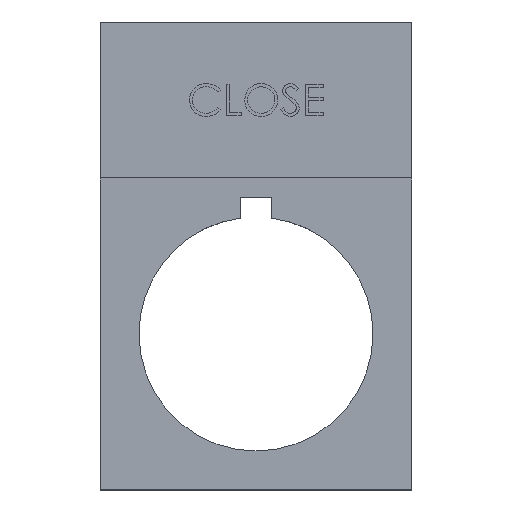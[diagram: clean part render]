
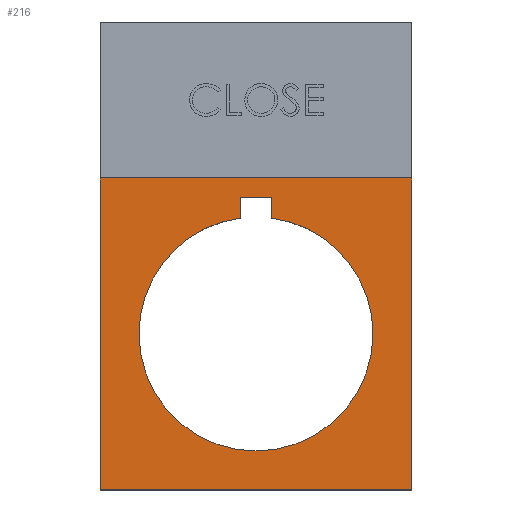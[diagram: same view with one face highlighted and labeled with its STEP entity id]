
A CAD part, top view. The second image highlights one B-rep face of the part: STEP entity #216.
In plain terms, the highlighted planar face has unit normal (0, 0, 1).
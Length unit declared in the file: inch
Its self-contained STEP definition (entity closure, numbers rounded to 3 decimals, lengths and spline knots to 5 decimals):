
#12 = CARTESIAN_POINT ( 'NONE',  ( 0.44291, 0., 0.01969 ) ) ;
#103 = CARTESIAN_POINT ( 'NONE',  ( 0.59055, -0.59055, 0.01969 ) ) ;
#120 = CARTESIAN_POINT ( 'NONE',  ( 0.59055, 0.59055, 0.01969 ) ) ;
#149 = LINE ( 'NONE', #1172, #3197 ) ;
#179 = DIRECTION ( 'NONE',  ( 1., 0., 0. ) ) ;
#190 = EDGE_CURVE ( 'NONE', #2543, #4207, #312, .T. ) ;
#216 = ADVANCED_FACE ( 'NONE', ( #2724, #891 ), #3433, .T. ) ;
#274 = ORIENTED_EDGE ( 'NONE', *, *, #3919, .F. ) ;
#310 = VECTOR ( 'NONE', #3833, 39.37008 ) ;
#312 = LINE ( 'NONE', #2124, #3019 ) ;
#433 = VERTEX_POINT ( 'NONE', #120 ) ;
#478 = VERTEX_POINT ( 'NONE', #3681 ) ;
#494 = CARTESIAN_POINT ( 'NONE',  ( 0.05906, 0.43896, 0.01969 ) ) ;
#508 = DIRECTION ( 'NONE',  ( 0., 1., 0. ) ) ;
#509 = VECTOR ( 'NONE', #179, 39.37008 ) ;
#617 = DIRECTION ( 'NONE',  ( 0., 0., -1. ) ) ;
#634 = EDGE_CURVE ( 'NONE', #2168, #2510, #1400, .T. ) ;
#668 = CARTESIAN_POINT ( 'NONE',  ( -0.59055, 0.59055, 0.01969 ) ) ;
#713 = CARTESIAN_POINT ( 'NONE',  ( 0.05906, 0.43896, 0.01969 ) ) ;
#716 = DIRECTION ( 'NONE',  ( 0., 1., 0. ) ) ;
#732 = CARTESIAN_POINT ( 'NONE',  ( -0.05906, 0.5177, 0.01969 ) ) ;
#855 = EDGE_CURVE ( 'NONE', #2563, #1001, #3527, .T. ) ;
#888 = AXIS2_PLACEMENT_3D ( 'NONE', #2578, #617, #1911 ) ;
#891 = FACE_OUTER_BOUND ( 'NONE', #3903, .T. ) ;
#1001 = VERTEX_POINT ( 'NONE', #3768 ) ;
#1002 = CARTESIAN_POINT ( 'NONE',  ( 0.59055, 0.59055, 0.01969 ) ) ;
#1027 = AXIS2_PLACEMENT_3D ( 'NONE', #4173, #1575, #2562 ) ;
#1039 = ORIENTED_EDGE ( 'NONE', *, *, #2243, .T. ) ;
#1080 = VECTOR ( 'NONE', #716, 39.37008 ) ;
#1128 = LINE ( 'NONE', #1969, #2237 ) ;
#1139 = DIRECTION ( 'NONE',  ( 0., 0., 1. ) ) ;
#1172 = CARTESIAN_POINT ( 'NONE',  ( -0.59055, -0.59055, 0.01969 ) ) ;
#1310 = CARTESIAN_POINT ( 'NONE',  ( -0.59055, 0.59055, 0.01969 ) ) ;
#1337 = B_SPLINE_CURVE_WITH_KNOTS ( 'NONE', 3,
 ( #1002, #3612, #3933, #668 ),
 .UNSPECIFIED., .F., .F.,
 ( 4, 4 ),
 ( 0., 1. ),
 .UNSPECIFIED. ) ;
#1400 = LINE ( 'NONE', #494, #310 ) ;
#1419 = ORIENTED_EDGE ( 'NONE', *, *, #2765, .T. ) ;
#1450 = ORIENTED_EDGE ( 'NONE', *, *, #634, .T. ) ;
#1521 = CARTESIAN_POINT ( 'NONE',  ( -0.05906, 0.5177, 0.01969 ) ) ;
#1568 = AXIS2_PLACEMENT_3D ( 'NONE', #3040, #3370, #2083 ) ;
#1575 = DIRECTION ( 'NONE',  ( 0., 0., -1. ) ) ;
#1667 = ORIENTED_EDGE ( 'NONE', *, *, #855, .T. ) ;
#1778 = ORIENTED_EDGE ( 'NONE', *, *, #3501, .T. ) ;
#1911 = DIRECTION ( 'NONE',  ( 1., 0., 0. ) ) ;
#1969 = CARTESIAN_POINT ( 'NONE',  ( 0.59055, -0.59055, 0.01969 ) ) ;
#2011 = AXIS2_PLACEMENT_3D ( 'NONE', #2768, #1139, #3739 ) ;
#2083 = DIRECTION ( 'NONE',  ( 1., 0., 0. ) ) ;
#2121 = EDGE_CURVE ( 'NONE', #3519, #2168, #2950, .T. ) ;
#2124 = CARTESIAN_POINT ( 'NONE',  ( -0.59055, 1.1811, 0.01969 ) ) ;
#2168 = VERTEX_POINT ( 'NONE', #3818 ) ;
#2237 = VECTOR ( 'NONE', #3624, 39.37008 ) ;
#2243 = EDGE_CURVE ( 'NONE', #1001, #478, #3054, .T. ) ;
#2405 = CIRCLE ( 'NONE', #1027, 0.44291 ) ;
#2493 = DIRECTION ( 'NONE',  ( -1., 0., 0. ) ) ;
#2510 = VERTEX_POINT ( 'NONE', #713 ) ;
#2543 = VERTEX_POINT ( 'NONE', #2986 ) ;
#2562 = DIRECTION ( 'NONE',  ( 1., 0., 0. ) ) ;
#2563 = VERTEX_POINT ( 'NONE', #12 ) ;
#2575 = ORIENTED_EDGE ( 'NONE', *, *, #190, .F. ) ;
#2578 = CARTESIAN_POINT ( 'NONE',  ( 0., 0., 0.01969 ) ) ;
#2724 = FACE_BOUND ( 'NONE', #3531, .T. ) ;
#2765 = EDGE_CURVE ( 'NONE', #433, #4207, #1337, .T. ) ;
#2768 = CARTESIAN_POINT ( 'NONE',  ( 0., 0.29528, 0.01969 ) ) ;
#2950 = LINE ( 'NONE', #3802, #509 ) ;
#2986 = CARTESIAN_POINT ( 'NONE',  ( -0.59055, -0.59055, 0.01969 ) ) ;
#3019 = VECTOR ( 'NONE', #508, 39.37008 ) ;
#3040 = CARTESIAN_POINT ( 'NONE',  ( 0., 0., 0.01969 ) ) ;
#3054 = CIRCLE ( 'NONE', #888, 0.44291 ) ;
#3197 = VECTOR ( 'NONE', #2493, 39.37008 ) ;
#3335 = EDGE_CURVE ( 'NONE', #478, #3519, #3874, .T. ) ;
#3370 = DIRECTION ( 'NONE',  ( 0., 0., -1. ) ) ;
#3433 = PLANE ( 'NONE',  #2011 ) ;
#3436 = ORIENTED_EDGE ( 'NONE', *, *, #2121, .T. ) ;
#3501 = EDGE_CURVE ( 'NONE', #2510, #2563, #2405, .T. ) ;
#3519 = VERTEX_POINT ( 'NONE', #1521 ) ;
#3527 = CIRCLE ( 'NONE', #1568, 0.44291 ) ;
#3531 = EDGE_LOOP ( 'NONE', ( #3436, #1450, #1778, #1667, #1039, #4161 ) ) ;
#3612 = CARTESIAN_POINT ( 'NONE',  ( 0.19685, 0.59055, 0.01969 ) ) ;
#3624 = DIRECTION ( 'NONE',  ( 0., -1., 0. ) ) ;
#3681 = CARTESIAN_POINT ( 'NONE',  ( -0.05906, 0.43896, 0.01969 ) ) ;
#3739 = DIRECTION ( 'NONE',  ( 1., 0., 0. ) ) ;
#3768 = CARTESIAN_POINT ( 'NONE',  ( -0.44291, 0., 0.01969 ) ) ;
#3802 = CARTESIAN_POINT ( 'NONE',  ( 0.05906, 0.5177, 0.01969 ) ) ;
#3818 = CARTESIAN_POINT ( 'NONE',  ( 0.05906, 0.5177, 0.01969 ) ) ;
#3833 = DIRECTION ( 'NONE',  ( 0., -1., 0. ) ) ;
#3874 = LINE ( 'NONE', #732, #1080 ) ;
#3903 = EDGE_LOOP ( 'NONE', ( #274, #4122, #1419, #2575 ) ) ;
#3919 = EDGE_CURVE ( 'NONE', #4179, #2543, #149, .T. ) ;
#3933 = CARTESIAN_POINT ( 'NONE',  ( -0.19685, 0.59055, 0.01969 ) ) ;
#4122 = ORIENTED_EDGE ( 'NONE', *, *, #4167, .F. ) ;
#4161 = ORIENTED_EDGE ( 'NONE', *, *, #3335, .T. ) ;
#4167 = EDGE_CURVE ( 'NONE', #433, #4179, #1128, .T. ) ;
#4173 = CARTESIAN_POINT ( 'NONE',  ( 0., 0., 0.01969 ) ) ;
#4179 = VERTEX_POINT ( 'NONE', #103 ) ;
#4207 = VERTEX_POINT ( 'NONE', #1310 ) ;
